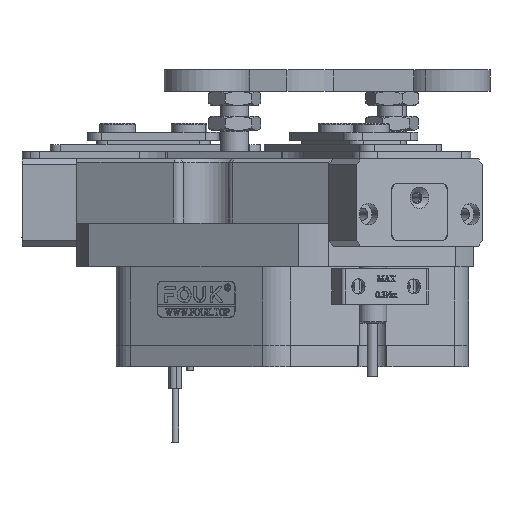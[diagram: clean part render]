
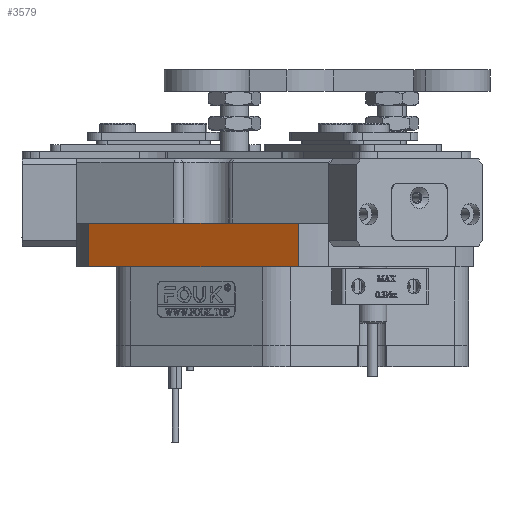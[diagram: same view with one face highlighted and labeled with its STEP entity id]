
A CAD part, front view. The second image highlights one B-rep face of the part: STEP entity #3579.
In plain terms, the highlighted planar face has unit normal (-0.5, -0.866, 0).
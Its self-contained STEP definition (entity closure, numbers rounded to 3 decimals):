
#408 = AXIS2_PLACEMENT_3D ( 'NONE', #39798, #23768, #14547 ) ;
#722 = VECTOR ( 'NONE', #5905, 1000. ) ;
#966 = ORIENTED_EDGE ( 'NONE', *, *, #45400, .T. ) ;
#1245 = CARTESIAN_POINT ( 'NONE',  ( -55.618, -28.511, 34.3 ) ) ;
#3579 = ADVANCED_FACE ( 'NONE', ( #5217 ), #62394, .T. ) ;
#5217 = FACE_OUTER_BOUND ( 'NONE', #12441, .T. ) ;
#5676 = VECTOR ( 'NONE', #24776, 1000. ) ;
#5905 = DIRECTION ( 'NONE',  ( 0.866, -0.5, 0. ) ) ;
#6794 = VERTEX_POINT ( 'NONE', #51642 ) ;
#8163 = EDGE_CURVE ( 'NONE', #58888, #25035, #61289, .T. ) ;
#11406 = VERTEX_POINT ( 'NONE', #23910 ) ;
#12441 = EDGE_LOOP ( 'NONE', ( #50151, #966, #46487, #45138 ) ) ;
#14547 = DIRECTION ( 'NONE',  ( 0.866, -0.5, 0. ) ) ;
#16726 = LINE ( 'NONE', #53558, #722 ) ;
#17402 = LINE ( 'NONE', #24728, #57821 ) ;
#19765 = CARTESIAN_POINT ( 'NONE',  ( -55.618, -28.511, 22. ) ) ;
#23768 = DIRECTION ( 'NONE',  ( -0.5, -0.866, 0. ) ) ;
#23910 = CARTESIAN_POINT ( 'NONE',  ( 3.118, -62.422, 22. ) ) ;
#24728 = CARTESIAN_POINT ( 'NONE',  ( -105., 0., 34.3 ) ) ;
#24776 = DIRECTION ( 'NONE',  ( 0., 0., -1. ) ) ;
#25008 = EDGE_CURVE ( 'NONE', #6794, #58888, #17402, .T. ) ;
#25035 = VERTEX_POINT ( 'NONE', #19765 ) ;
#25415 = DIRECTION ( 'NONE',  ( -0.866, 0.5, 0. ) ) ;
#30544 = EDGE_CURVE ( 'NONE', #11406, #6794, #60448, .T. ) ;
#37387 = DIRECTION ( 'NONE',  ( 0., 0., 1. ) ) ;
#39798 = CARTESIAN_POINT ( 'NONE',  ( -105., 0., 0. ) ) ;
#45138 = ORIENTED_EDGE ( 'NONE', *, *, #25008, .T. ) ;
#45400 = EDGE_CURVE ( 'NONE', #25035, #11406, #16726, .T. ) ;
#46487 = ORIENTED_EDGE ( 'NONE', *, *, #30544, .T. ) ;
#50151 = ORIENTED_EDGE ( 'NONE', *, *, #8163, .T. ) ;
#51642 = CARTESIAN_POINT ( 'NONE',  ( 3.118, -62.422, 34.3 ) ) ;
#53428 = CARTESIAN_POINT ( 'NONE',  ( 3.118, -62.422, 52.3 ) ) ;
#53558 = CARTESIAN_POINT ( 'NONE',  ( -105., 0., 22. ) ) ;
#56577 = CARTESIAN_POINT ( 'NONE',  ( -55.618, -28.511, 52.3 ) ) ;
#57821 = VECTOR ( 'NONE', #25415, 1000. ) ;
#58888 = VERTEX_POINT ( 'NONE', #1245 ) ;
#60448 = LINE ( 'NONE', #53428, #68047 ) ;
#61289 = LINE ( 'NONE', #56577, #5676 ) ;
#62394 = PLANE ( 'NONE',  #408 ) ;
#68047 = VECTOR ( 'NONE', #37387, 1000. ) ;
